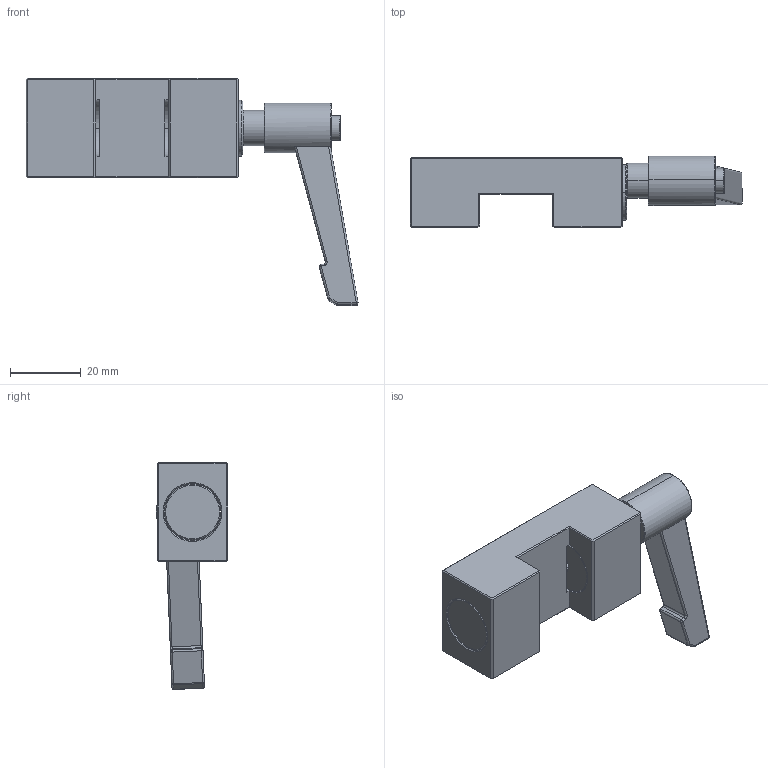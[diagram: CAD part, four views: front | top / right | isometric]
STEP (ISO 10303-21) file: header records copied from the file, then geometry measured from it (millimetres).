
FILE_DESCRIPTION (( 'STEP AP203' ), '1' );
FILE_NAME ('SK2001.STEP', '2022-08-05T12:09:58', ( '' ), ( '' ), 'SwSTEP 2.0', 'SolidWorks 2021', '' );
FILE_SCHEMA (( 'CONFIG_CONTROL_DESIGN' ));
Length unit declared in the file: millimetre
Products named in the file (6): 蚾饜极13^SK2001001001; ﾗﾔｻ賁ﾖｱ甯ｺ_｡ﾀｨｲ｡ｧo__ｨ､｡ｧ2; SK2001; SK2001翋极足_“__; SK2001通孔圆柱_2_ù_2_¨′; SK2001螺孔圆柱_2_ù_2_¨′
Assembly tree (5 placements, depth 3):
  SK2001
    蚾饜极13^SK2001001001
      SK2001翋极足_“__
      SK2001螺孔圆柱_2_ù_2_¨′
      SK2001通孔圆柱_2_ù_2_¨′
    ﾗﾔｻ賁ﾖｱ甯ｺ_｡ﾀｨｲ｡ｧo__ｨ､｡ｧ2
Bounding box: 93.79 x 20.3 x 64.13 mm (x, y, z)
Volume: 32645.3 mm3; surface area: 15551.3 mm2
Topology: 4 solids, 4 shells, 154 faces, 354 edges, 195 vertices
Faces by surface type: plane 62, cylinder 45, cone 26, torus 10, sphere 9, bspline 2
Entity records: 4844 total; most frequent: CARTESIAN_POINT 796, DIRECTION 776, ORIENTED_EDGE 670, EDGE_CURVE 335, AXIS2_PLACEMENT_3D 292, VERTEX_POINT 194, LINE 192, VECTOR 192
